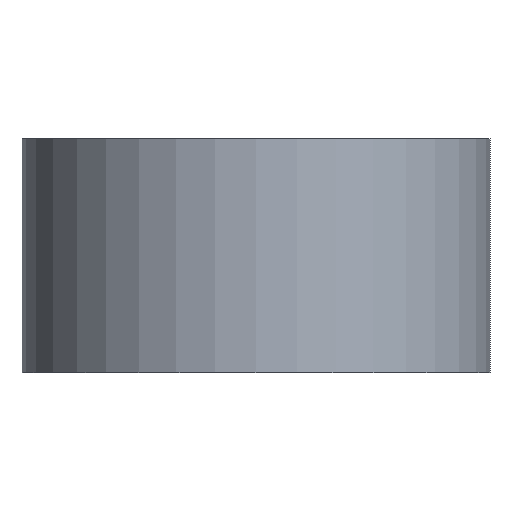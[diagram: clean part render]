
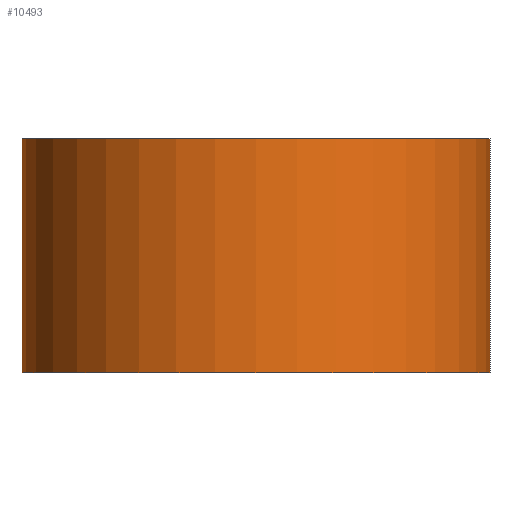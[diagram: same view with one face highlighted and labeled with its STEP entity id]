
A CAD part, front view. The second image highlights one B-rep face of the part: STEP entity #10493.
In plain terms, the highlighted cylindrical face has radius 1 mm (diameter 2 mm), a partial arc.
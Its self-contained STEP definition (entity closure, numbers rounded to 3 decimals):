
#219 = PLANE('',#220);
#220 = AXIS2_PLACEMENT_3D('',#221,#222,#223);
#221 = CARTESIAN_POINT('',(2.,1.928,1.));
#222 = DIRECTION('',(0.,0.,1.));
#223 = DIRECTION('',(1.,0.,-0.));
#367 = PLANE('',#368);
#368 = AXIS2_PLACEMENT_3D('',#369,#370,#371);
#369 = CARTESIAN_POINT('',(2.,1.928,0.));
#370 = DIRECTION('',(-0.,-0.,-1.));
#371 = DIRECTION('',(-1.,0.,0.));
#1268 = PLANE('',#1269);
#1269 = AXIS2_PLACEMENT_3D('',#1270,#1271,#1272);
#1270 = CARTESIAN_POINT('',(3.,2.,0.));
#1271 = DIRECTION('',(1.,0.,-0.));
#1272 = DIRECTION('',(0.,-1.,0.));
#3126 = EDGE_CURVE('',#3127,#3129,#3131,.T.);
#3127 = VERTEX_POINT('',#3128);
#3128 = CARTESIAN_POINT('',(1.,1.,0.));
#3129 = VERTEX_POINT('',#3130);
#3130 = CARTESIAN_POINT('',(1.,1.,1.));
#3131 = SURFACE_CURVE('',#3132,(#3136,#3148),.PCURVE_S1.);
#3132 = LINE('',#3133,#3134);
#3133 = CARTESIAN_POINT('',(1.,1.,0.));
#3134 = VECTOR('',#3135,1.);
#3135 = DIRECTION('',(0.,0.,1.));
#3136 = PCURVE('',#3137,#3142);
#3137 = PLANE('',#3138);
#3138 = AXIS2_PLACEMENT_3D('',#3139,#3140,#3141);
#3139 = CARTESIAN_POINT('',(1.,1.,0.));
#3140 = DIRECTION('',(-1.,0.,0.));
#3141 = DIRECTION('',(0.,1.,0.));
#3142 = DEFINITIONAL_REPRESENTATION('',(#3143),#3147);
#3143 = LINE('',#3144,#3145);
#3144 = CARTESIAN_POINT('',(0.,0.));
#3145 = VECTOR('',#3146,1.);
#3146 = DIRECTION('',(0.,-1.));
#3147 = ( GEOMETRIC_REPRESENTATION_CONTEXT(2) 
PARAMETRIC_REPRESENTATION_CONTEXT() REPRESENTATION_CONTEXT('2D SPACE',''
  ) );
#3148 = PCURVE('',#3149,#3154);
#3149 = CYLINDRICAL_SURFACE('',#3150,1.);
#3150 = AXIS2_PLACEMENT_3D('',#3151,#3152,#3153);
#3151 = CARTESIAN_POINT('',(2.,1.,0.));
#3152 = DIRECTION('',(0.,0.,-1.));
#3153 = DIRECTION('',(1.,0.,0.));
#3154 = DEFINITIONAL_REPRESENTATION('',(#3155),#3159);
#3155 = LINE('',#3156,#3157);
#3156 = CARTESIAN_POINT('',(3.142,0.));
#3157 = VECTOR('',#3158,1.);
#3158 = DIRECTION('',(0.,-1.));
#3159 = ( GEOMETRIC_REPRESENTATION_CONTEXT(2) 
PARAMETRIC_REPRESENTATION_CONTEXT() REPRESENTATION_CONTEXT('2D SPACE',''
  ) );
#10428 = VERTEX_POINT('',#10429);
#10429 = CARTESIAN_POINT('',(3.,1.,1.));
#10450 = EDGE_CURVE('',#10451,#10428,#10453,.T.);
#10451 = VERTEX_POINT('',#10452);
#10452 = CARTESIAN_POINT('',(3.,1.,0.));
#10453 = SURFACE_CURVE('',#10454,(#10458,#10465),.PCURVE_S1.);
#10454 = LINE('',#10455,#10456);
#10455 = CARTESIAN_POINT('',(3.,1.,0.));
#10456 = VECTOR('',#10457,1.);
#10457 = DIRECTION('',(0.,0.,1.));
#10458 = PCURVE('',#1268,#10459);
#10459 = DEFINITIONAL_REPRESENTATION('',(#10460),#10464);
#10460 = LINE('',#10461,#10462);
#10461 = CARTESIAN_POINT('',(1.,0.));
#10462 = VECTOR('',#10463,1.);
#10463 = DIRECTION('',(0.,-1.));
#10464 = ( GEOMETRIC_REPRESENTATION_CONTEXT(2) 
PARAMETRIC_REPRESENTATION_CONTEXT() REPRESENTATION_CONTEXT('2D SPACE',''
  ) );
#10465 = PCURVE('',#3149,#10466);
#10466 = DEFINITIONAL_REPRESENTATION('',(#10467),#10471);
#10467 = LINE('',#10468,#10469);
#10468 = CARTESIAN_POINT('',(0.,0.));
#10469 = VECTOR('',#10470,1.);
#10470 = DIRECTION('',(0.,-1.));
#10471 = ( GEOMETRIC_REPRESENTATION_CONTEXT(2) 
PARAMETRIC_REPRESENTATION_CONTEXT() REPRESENTATION_CONTEXT('2D SPACE',''
  ) );
#10493 = ADVANCED_FACE('',(#10494),#3149,.T.);
#10494 = FACE_BOUND('',#10495,.T.);
#10495 = EDGE_LOOP('',(#10496,#10497,#10523,#10524));
#10496 = ORIENTED_EDGE('',*,*,#10450,.T.);
#10497 = ORIENTED_EDGE('',*,*,#10498,.T.);
#10498 = EDGE_CURVE('',#10428,#3129,#10499,.T.);
#10499 = SURFACE_CURVE('',#10500,(#10505,#10512),.PCURVE_S1.);
#10500 = CIRCLE('',#10501,1.);
#10501 = AXIS2_PLACEMENT_3D('',#10502,#10503,#10504);
#10502 = CARTESIAN_POINT('',(2.,1.,1.));
#10503 = DIRECTION('',(0.,0.,-1.));
#10504 = DIRECTION('',(1.,0.,0.));
#10505 = PCURVE('',#3149,#10506);
#10506 = DEFINITIONAL_REPRESENTATION('',(#10507),#10511);
#10507 = LINE('',#10508,#10509);
#10508 = CARTESIAN_POINT('',(0.,-1.));
#10509 = VECTOR('',#10510,1.);
#10510 = DIRECTION('',(1.,0.));
#10511 = ( GEOMETRIC_REPRESENTATION_CONTEXT(2) 
PARAMETRIC_REPRESENTATION_CONTEXT() REPRESENTATION_CONTEXT('2D SPACE',''
  ) );
#10512 = PCURVE('',#219,#10513);
#10513 = DEFINITIONAL_REPRESENTATION('',(#10514),#10522);
#10514 = ( BOUNDED_CURVE() B_SPLINE_CURVE(2,(#10515,#10516,#10517,#10518
    ,#10519,#10520,#10521),.UNSPECIFIED.,.T.,.F.) 
B_SPLINE_CURVE_WITH_KNOTS((1,2,2,2,2,1),(-2.094,0.,
    2.094,4.189,6.283,8.378),
.UNSPECIFIED.) CURVE() GEOMETRIC_REPRESENTATION_ITEM() 
RATIONAL_B_SPLINE_CURVE((1.,0.5,1.,0.5,1.,0.5,1.)) REPRESENTATION_ITEM(
  '') );
#10515 = CARTESIAN_POINT('',(1.,-0.928));
#10516 = CARTESIAN_POINT('',(1.,-2.66));
#10517 = CARTESIAN_POINT('',(-0.5,-1.794));
#10518 = CARTESIAN_POINT('',(-2.,-0.928));
#10519 = CARTESIAN_POINT('',(-0.5,-0.062));
#10520 = CARTESIAN_POINT('',(1.,0.804));
#10521 = CARTESIAN_POINT('',(1.,-0.928));
#10522 = ( GEOMETRIC_REPRESENTATION_CONTEXT(2) 
PARAMETRIC_REPRESENTATION_CONTEXT() REPRESENTATION_CONTEXT('2D SPACE',''
  ) );
#10523 = ORIENTED_EDGE('',*,*,#3126,.F.);
#10524 = ORIENTED_EDGE('',*,*,#10525,.F.);
#10525 = EDGE_CURVE('',#10451,#3127,#10526,.T.);
#10526 = SURFACE_CURVE('',#10527,(#10532,#10539),.PCURVE_S1.);
#10527 = CIRCLE('',#10528,1.);
#10528 = AXIS2_PLACEMENT_3D('',#10529,#10530,#10531);
#10529 = CARTESIAN_POINT('',(2.,1.,0.));
#10530 = DIRECTION('',(0.,0.,-1.));
#10531 = DIRECTION('',(1.,0.,0.));
#10532 = PCURVE('',#3149,#10533);
#10533 = DEFINITIONAL_REPRESENTATION('',(#10534),#10538);
#10534 = LINE('',#10535,#10536);
#10535 = CARTESIAN_POINT('',(0.,0.));
#10536 = VECTOR('',#10537,1.);
#10537 = DIRECTION('',(1.,0.));
#10538 = ( GEOMETRIC_REPRESENTATION_CONTEXT(2) 
PARAMETRIC_REPRESENTATION_CONTEXT() REPRESENTATION_CONTEXT('2D SPACE',''
  ) );
#10539 = PCURVE('',#367,#10540);
#10540 = DEFINITIONAL_REPRESENTATION('',(#10541),#10545);
#10541 = CIRCLE('',#10542,1.);
#10542 = AXIS2_PLACEMENT_2D('',#10543,#10544);
#10543 = CARTESIAN_POINT('',(0.,-0.928));
#10544 = DIRECTION('',(-1.,0.));
#10545 = ( GEOMETRIC_REPRESENTATION_CONTEXT(2) 
PARAMETRIC_REPRESENTATION_CONTEXT() REPRESENTATION_CONTEXT('2D SPACE',''
  ) );
